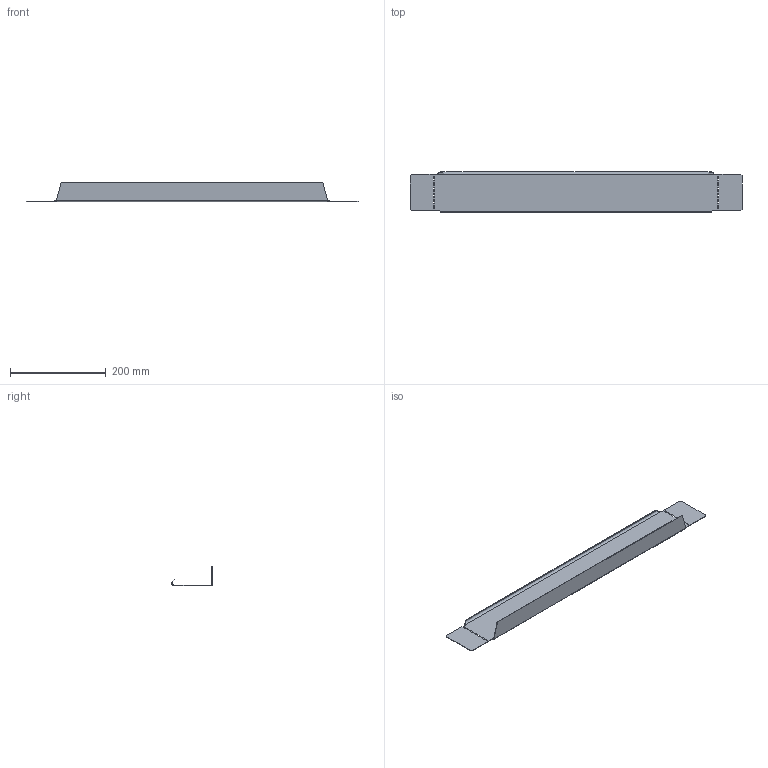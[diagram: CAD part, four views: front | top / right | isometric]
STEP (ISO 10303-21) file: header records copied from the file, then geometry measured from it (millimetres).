
FILE_DESCRIPTION(/* description */ (''),/* implementation_level */ '2;1');
FILE_NAME(/* name */ '7110618',/* time_stamp */ '2014-10-10T11:17:49+02:00',/* author */ (''),/* organization */ (''),/* preprocessor_version */ 'ST-DEVELOPER v15',/* originating_system */ '',/* authorisation */ '');
FILE_SCHEMA (('AUTOMOTIVE_DESIGN'));
Length unit declared in the file: millimetre
Products named in the file (1): Document
Bounding box: 695 x 85 x 40 mm (x, y, z)
Surface area: 172607 mm2 (no closed solid volume)
Topology: 0 solids, 1 shells, 82 faces, 226 edges, 144 vertices
Faces by surface type: plane 74, bspline 8
Entity records: 3356 total; most frequent: CARTESIAN_POINT 1767, ORIENTED_EDGE 448, EDGE_CURVE 226, B_SPLINE_CURVE_WITH_KNOTS 226, VERTEX_POINT 144, EDGE_LOOP 106, ADVANCED_FACE 82, FACE_OUTER_BOUND 82
